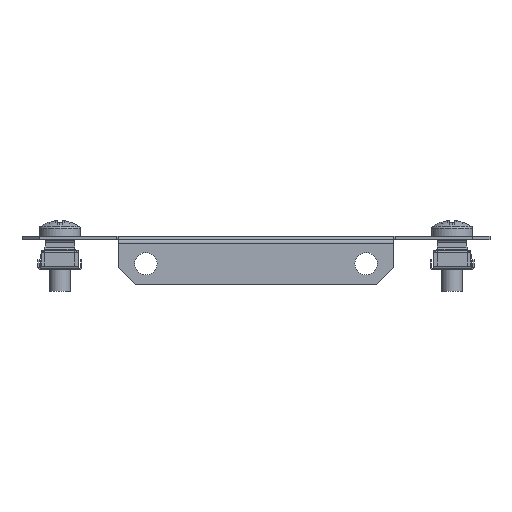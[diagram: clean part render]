
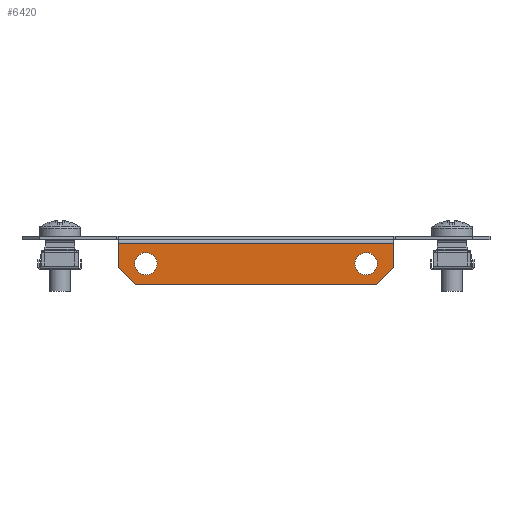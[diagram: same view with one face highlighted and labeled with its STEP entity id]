
A CAD part, front view. The second image highlights one B-rep face of the part: STEP entity #6420.
In plain terms, the highlighted planar face has unit normal (0, -1, 0).
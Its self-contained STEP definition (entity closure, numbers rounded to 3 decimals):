
#196 = VECTOR ( 'NONE', #5947, 1000. ) ;
#309 = CARTESIAN_POINT ( 'NONE',  ( 32., -299.5, -4.75 ) ) ;
#334 = EDGE_CURVE ( 'NONE', #4260, #6451, #3220, .T. ) ;
#361 = LINE ( 'NONE', #7978, #2216 ) ;
#413 = ORIENTED_EDGE ( 'NONE', *, *, #3215, .F. ) ;
#427 = CARTESIAN_POINT ( 'NONE',  ( -40., -299.5, 0. ) ) ;
#446 = DIRECTION ( 'NONE',  ( 0., 0., 1. ) ) ;
#449 = DIRECTION ( 'NONE',  ( 0.707, 0., 0.707 ) ) ;
#509 = FACE_OUTER_BOUND ( 'NONE', #5550, .T. ) ;
#545 = DIRECTION ( 'NONE',  ( -1., 0., 0. ) ) ;
#655 = CARTESIAN_POINT ( 'NONE',  ( 35., -299.5, -14. ) ) ;
#681 = FACE_BOUND ( 'NONE', #7763, .T. ) ;
#698 = EDGE_CURVE ( 'NONE', #6543, #6123, #8129, .T. ) ;
#883 = CARTESIAN_POINT ( 'NONE',  ( -32., -299.5, -11.25 ) ) ;
#1021 = CARTESIAN_POINT ( 'NONE',  ( -24.5, -299.5, -24.5 ) ) ;
#1197 = VECTOR ( 'NONE', #3942, 1000. ) ;
#1496 = DIRECTION ( 'NONE',  ( 0., 0., 1. ) ) ;
#1619 = AXIS2_PLACEMENT_3D ( 'NONE', #6050, #2771, #5578 ) ;
#1640 = CARTESIAN_POINT ( 'NONE',  ( 32., -299.5, -8. ) ) ;
#1803 = CARTESIAN_POINT ( 'NONE',  ( -35., -299.5, -14. ) ) ;
#1814 = EDGE_CURVE ( 'NONE', #6451, #2689, #8119, .T. ) ;
#1994 = VECTOR ( 'NONE', #545, 1000. ) ;
#2030 = CARTESIAN_POINT ( 'NONE',  ( -40., -299.5, -2. ) ) ;
#2216 = VECTOR ( 'NONE', #449, 1000. ) ;
#2287 = DIRECTION ( 'NONE',  ( 0., 0., 1. ) ) ;
#2590 = LINE ( 'NONE', #8102, #8676 ) ;
#2602 = CARTESIAN_POINT ( 'NONE',  ( 32., -299.5, -8. ) ) ;
#2689 = VERTEX_POINT ( 'NONE', #2030 ) ;
#2771 = DIRECTION ( 'NONE',  ( 0., -1., 0. ) ) ;
#2853 = CARTESIAN_POINT ( 'NONE',  ( 40., -299.5, -9. ) ) ;
#2955 = DIRECTION ( 'NONE',  ( 0., -1., 0. ) ) ;
#3025 = CIRCLE ( 'NONE', #6266, 3.25 ) ;
#3110 = CARTESIAN_POINT ( 'NONE',  ( -40., -299.5, -9. ) ) ;
#3197 = AXIS2_PLACEMENT_3D ( 'NONE', #3703, #6559, #5874 ) ;
#3215 = EDGE_CURVE ( 'NONE', #6249, #3342, #4116, .T. ) ;
#3220 = LINE ( 'NONE', #8055, #196 ) ;
#3342 = VERTEX_POINT ( 'NONE', #309 ) ;
#3461 = PLANE ( 'NONE',  #1619 ) ;
#3474 = ORIENTED_EDGE ( 'NONE', *, *, #7859, .T. ) ;
#3569 = ORIENTED_EDGE ( 'NONE', *, *, #8268, .T. ) ;
#3703 = CARTESIAN_POINT ( 'NONE',  ( -32., -299.5, -8. ) ) ;
#3942 = DIRECTION ( 'NONE',  ( 0.707, 0., -0.707 ) ) ;
#4116 = CIRCLE ( 'NONE', #9039, 3.25 ) ;
#4260 = VERTEX_POINT ( 'NONE', #2853 ) ;
#4715 = ORIENTED_EDGE ( 'NONE', *, *, #4886, .F. ) ;
#4886 = EDGE_CURVE ( 'NONE', #3342, #6249, #3025, .T. ) ;
#5251 = DIRECTION ( 'NONE',  ( 0., -1., 0. ) ) ;
#5258 = ORIENTED_EDGE ( 'NONE', *, *, #1814, .T. ) ;
#5316 = CARTESIAN_POINT ( 'NONE',  ( 32., -299.5, -11.25 ) ) ;
#5354 = CARTESIAN_POINT ( 'NONE',  ( 0., -299.5, -2. ) ) ;
#5383 = DIRECTION ( 'NONE',  ( 1., 0., 0. ) ) ;
#5425 = ORIENTED_EDGE ( 'NONE', *, *, #7287, .T. ) ;
#5484 = AXIS2_PLACEMENT_3D ( 'NONE', #7039, #5617, #1496 ) ;
#5550 = EDGE_LOOP ( 'NONE', ( #6690, #3474, #6638, #5258, #3569, #7435 ) ) ;
#5578 = DIRECTION ( 'NONE',  ( 0., 0., 1. ) ) ;
#5617 = DIRECTION ( 'NONE',  ( 0., 1., 0. ) ) ;
#5703 = CIRCLE ( 'NONE', #3197, 3.25 ) ;
#5843 = EDGE_CURVE ( 'NONE', #6258, #8245, #7447, .T. ) ;
#5850 = CARTESIAN_POINT ( 'NONE',  ( -32., -299.5, -4.75 ) ) ;
#5874 = DIRECTION ( 'NONE',  ( 0., 0., 1. ) ) ;
#5947 = DIRECTION ( 'NONE',  ( 0., 0., 1. ) ) ;
#6050 = CARTESIAN_POINT ( 'NONE',  ( 0., -299.5, 0. ) ) ;
#6123 = VERTEX_POINT ( 'NONE', #883 ) ;
#6249 = VERTEX_POINT ( 'NONE', #5316 ) ;
#6258 = VERTEX_POINT ( 'NONE', #3110 ) ;
#6266 = AXIS2_PLACEMENT_3D ( 'NONE', #2602, #5251, #446 ) ;
#6305 = ORIENTED_EDGE ( 'NONE', *, *, #698, .T. ) ;
#6420 = ADVANCED_FACE ( 'NONE', ( #681, #7649, #509 ), #3461, .T. ) ;
#6451 = VERTEX_POINT ( 'NONE', #7738 ) ;
#6543 = VERTEX_POINT ( 'NONE', #5850 ) ;
#6559 = DIRECTION ( 'NONE',  ( 0., 1., 0. ) ) ;
#6574 = EDGE_LOOP ( 'NONE', ( #6305, #5425 ) ) ;
#6638 = ORIENTED_EDGE ( 'NONE', *, *, #334, .T. ) ;
#6690 = ORIENTED_EDGE ( 'NONE', *, *, #9057, .T. ) ;
#7039 = CARTESIAN_POINT ( 'NONE',  ( -32., -299.5, -8. ) ) ;
#7287 = EDGE_CURVE ( 'NONE', #6123, #6543, #5703, .T. ) ;
#7435 = ORIENTED_EDGE ( 'NONE', *, *, #5843, .T. ) ;
#7447 = LINE ( 'NONE', #1021, #1197 ) ;
#7491 = VECTOR ( 'NONE', #8823, 1000. ) ;
#7649 = FACE_BOUND ( 'NONE', #6574, .T. ) ;
#7738 = CARTESIAN_POINT ( 'NONE',  ( 40., -299.5, -2. ) ) ;
#7763 = EDGE_LOOP ( 'NONE', ( #4715, #413 ) ) ;
#7859 = EDGE_CURVE ( 'NONE', #8403, #4260, #361, .T. ) ;
#7978 = CARTESIAN_POINT ( 'NONE',  ( 24.5, -299.5, -24.5 ) ) ;
#8055 = CARTESIAN_POINT ( 'NONE',  ( 40., -299.5, 0. ) ) ;
#8102 = CARTESIAN_POINT ( 'NONE',  ( 0., -299.5, -14. ) ) ;
#8119 = LINE ( 'NONE', #5354, #1994 ) ;
#8129 = CIRCLE ( 'NONE', #5484, 3.25 ) ;
#8245 = VERTEX_POINT ( 'NONE', #1803 ) ;
#8268 = EDGE_CURVE ( 'NONE', #2689, #6258, #8731, .T. ) ;
#8403 = VERTEX_POINT ( 'NONE', #655 ) ;
#8676 = VECTOR ( 'NONE', #5383, 1000. ) ;
#8731 = LINE ( 'NONE', #427, #7491 ) ;
#8823 = DIRECTION ( 'NONE',  ( 0., 0., -1. ) ) ;
#9039 = AXIS2_PLACEMENT_3D ( 'NONE', #1640, #2955, #2287 ) ;
#9057 = EDGE_CURVE ( 'NONE', #8245, #8403, #2590, .T. ) ;
